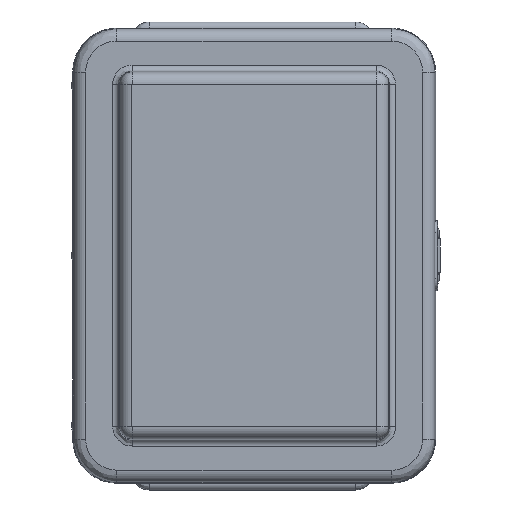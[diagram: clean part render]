
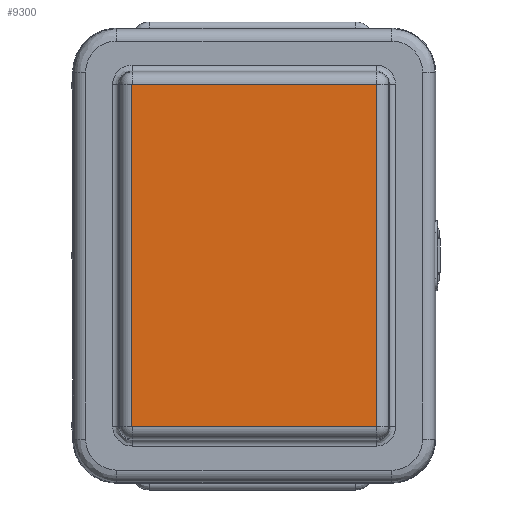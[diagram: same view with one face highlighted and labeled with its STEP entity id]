
A CAD part, top view. The second image highlights one B-rep face of the part: STEP entity #9300.
In plain terms, the highlighted planar face has unit normal (0, 0, 1).
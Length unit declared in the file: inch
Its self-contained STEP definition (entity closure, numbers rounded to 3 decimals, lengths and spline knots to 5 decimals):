
#169 = EDGE_LOOP ( 'NONE', ( #44527, #30123, #21060, #28176, #38842, #11621, #44895, #19426 ) ) ;
#282 = CARTESIAN_POINT ( 'NONE',  ( 2.54532, 3.5222, 1.71475 ) ) ;
#636 = EDGE_CURVE ( 'NONE', #32443, #26930, #35221, .T. ) ;
#1134 = EDGE_CURVE ( 'NONE', #13882, #35315, #25395, .T. ) ;
#1755 = CARTESIAN_POINT ( 'NONE',  ( -2.47771, 3.51907, 1.71475 ) ) ;
#2376 = CARTESIAN_POINT ( 'NONE',  ( -2.47559, 3.52177, 1.71475 ) ) ;
#2467 = CARTESIAN_POINT ( 'NONE',  ( 2.54965, -3.51787, 1.71475 ) ) ;
#2686 = CARTESIAN_POINT ( 'NONE',  ( 2.54532, -3.5222, 1.71475 ) ) ;
#2782 = CARTESIAN_POINT ( 'NONE',  ( 2.54651, -3.5222, 1.71475 ) ) ;
#3066 = CARTESIAN_POINT ( 'NONE',  ( -2.47771, -1.75893, 1.71475 ) ) ;
#3920 = B_SPLINE_CURVE_WITH_KNOTS ( 'NONE', 3,
 ( #29140, #18152, #28659, #21822, #43436, #282 ),
 .UNSPECIFIED., .F., .F.,
 ( 4, 2, 4 ),
 ( 0., 0.5, 1. ),
 .UNSPECIFIED. ) ;
#4230 = CARTESIAN_POINT ( 'NONE',  ( -2.47338, 3.5222, 1.71475 ) ) ;
#6516 = PLANE ( 'NONE',  #15113 ) ;
#7134 = CARTESIAN_POINT ( 'NONE',  ( 0.03597, 0., 1.71475 ) ) ;
#7426 = CARTESIAN_POINT ( 'NONE',  ( -2.4756, -3.52177, 1.71475 ) ) ;
#8627 = EDGE_CURVE ( 'NONE', #25218, #35315, #3920, .T. ) ;
#9300 = ADVANCED_FACE ( 'NONE', ( #38916 ), #6516, .T. ) ;
#9469 = CARTESIAN_POINT ( 'NONE',  ( -2.47771, 3.51787, 1.71475 ) ) ;
#10293 = DIRECTION ( 'NONE',  ( 0., 0., 1. ) ) ;
#10856 = EDGE_CURVE ( 'NONE', #25218, #26930, #29809, .T. ) ;
#11621 = ORIENTED_EDGE ( 'NONE', *, *, #1134, .F. ) ;
#12156 = B_SPLINE_CURVE_WITH_KNOTS ( 'NONE', 3,
 ( #38401, #42036, #2376, #45198, #1755, #9469 ),
 .UNSPECIFIED., .F., .F.,
 ( 4, 2, 4 ),
 ( 0., 0.5, 1. ),
 .UNSPECIFIED. ) ;
#12266 = VECTOR ( 'NONE', #45522, 39.37008 ) ;
#13025 = CARTESIAN_POINT ( 'NONE',  ( -2.47771, -3.51906, 1.71475 ) ) ;
#13882 = VERTEX_POINT ( 'NONE', #4230 ) ;
#14383 = CARTESIAN_POINT ( 'NONE',  ( -2.47458, -3.5222, 1.71475 ) ) ;
#14785 = EDGE_CURVE ( 'NONE', #32443, #45904, #16185, .T. ) ;
#15058 = VECTOR ( 'NONE', #39646, 39.37008 ) ;
#15113 = AXIS2_PLACEMENT_3D ( 'NONE', #7134, #10293, #21391 ) ;
#16185 = LINE ( 'NONE', #36325, #15058 ) ;
#16940 = CARTESIAN_POINT ( 'NONE',  ( -2.47771, -3.51787, 1.71475 ) ) ;
#17005 = CARTESIAN_POINT ( 'NONE',  ( 2.54965, 3.51787, 1.71475 ) ) ;
#17019 = CARTESIAN_POINT ( 'NONE',  ( 2.54965, -3.51907, 1.71475 ) ) ;
#17824 = CARTESIAN_POINT ( 'NONE',  ( 2.54532, 3.5222, 1.71475 ) ) ;
#17900 = B_SPLINE_CURVE_WITH_KNOTS ( 'NONE', 3,
 ( #38632, #13025, #43478, #7426, #14383, #32554 ),
 .UNSPECIFIED., .F., .F.,
 ( 4, 2, 4 ),
 ( 0., 0.5, 1. ),
 .UNSPECIFIED. ) ;
#18152 = CARTESIAN_POINT ( 'NONE',  ( 2.54965, 3.51906, 1.71475 ) ) ;
#19426 = ORIENTED_EDGE ( 'NONE', *, *, #21081, .F. ) ;
#21060 = ORIENTED_EDGE ( 'NONE', *, *, #636, .T. ) ;
#21081 = EDGE_CURVE ( 'NONE', #34395, #43918, #28596, .T. ) ;
#21391 = DIRECTION ( 'NONE',  ( 1., 0., 0. ) ) ;
#21822 = CARTESIAN_POINT ( 'NONE',  ( 2.54754, 3.52177, 1.71475 ) ) ;
#25218 = VERTEX_POINT ( 'NONE', #17005 ) ;
#25395 = LINE ( 'NONE', #45844, #12266 ) ;
#26930 = VERTEX_POINT ( 'NONE', #33187 ) ;
#28136 = CARTESIAN_POINT ( 'NONE',  ( 2.54753, -3.52177, 1.71475 ) ) ;
#28176 = ORIENTED_EDGE ( 'NONE', *, *, #10856, .F. ) ;
#28292 = CARTESIAN_POINT ( 'NONE',  ( 2.54532, -3.5222, 1.71475 ) ) ;
#28596 = LINE ( 'NONE', #3066, #30329 ) ;
#28659 = CARTESIAN_POINT ( 'NONE',  ( 2.54922, 3.52008, 1.71475 ) ) ;
#29140 = CARTESIAN_POINT ( 'NONE',  ( 2.54965, 3.51787, 1.71475 ) ) ;
#29809 = LINE ( 'NONE', #39052, #44565 ) ;
#30123 = ORIENTED_EDGE ( 'NONE', *, *, #14785, .F. ) ;
#30329 = VECTOR ( 'NONE', #43362, 39.37008 ) ;
#31781 = DIRECTION ( 'NONE',  ( 0., -1., 0. ) ) ;
#31844 = CARTESIAN_POINT ( 'NONE',  ( 2.54922, -3.52009, 1.71475 ) ) ;
#32443 = VERTEX_POINT ( 'NONE', #2686 ) ;
#32554 = CARTESIAN_POINT ( 'NONE',  ( -2.47338, -3.5222, 1.71475 ) ) ;
#32945 = CARTESIAN_POINT ( 'NONE',  ( -2.47771, 3.51787, 1.71475 ) ) ;
#33187 = CARTESIAN_POINT ( 'NONE',  ( 2.54965, -3.51787, 1.71475 ) ) ;
#33300 = EDGE_CURVE ( 'NONE', #34395, #45904, #17900, .T. ) ;
#34395 = VERTEX_POINT ( 'NONE', #16940 ) ;
#35221 = B_SPLINE_CURVE_WITH_KNOTS ( 'NONE', 3,
 ( #28292, #2782, #28136, #31844, #17019, #2467 ),
 .UNSPECIFIED., .F., .F.,
 ( 4, 2, 4 ),
 ( 0., 0.5, 1. ),
 .UNSPECIFIED. ) ;
#35315 = VERTEX_POINT ( 'NONE', #17824 ) ;
#36325 = CARTESIAN_POINT ( 'NONE',  ( 1.29065, -3.5222, 1.71475 ) ) ;
#38401 = CARTESIAN_POINT ( 'NONE',  ( -2.47338, 3.5222, 1.71475 ) ) ;
#38632 = CARTESIAN_POINT ( 'NONE',  ( -2.47771, -3.51787, 1.71475 ) ) ;
#38842 = ORIENTED_EDGE ( 'NONE', *, *, #8627, .T. ) ;
#38916 = FACE_OUTER_BOUND ( 'NONE', #169, .T. ) ;
#39052 = CARTESIAN_POINT ( 'NONE',  ( 2.54965, 1.75894, 1.71475 ) ) ;
#39646 = DIRECTION ( 'NONE',  ( -1., 0., 0. ) ) ;
#41288 = EDGE_CURVE ( 'NONE', #13882, #43918, #12156, .T. ) ;
#42036 = CARTESIAN_POINT ( 'NONE',  ( -2.47457, 3.5222, 1.71475 ) ) ;
#43362 = DIRECTION ( 'NONE',  ( 0., 1., 0. ) ) ;
#43436 = CARTESIAN_POINT ( 'NONE',  ( 2.54652, 3.5222, 1.71475 ) ) ;
#43478 = CARTESIAN_POINT ( 'NONE',  ( -2.47727, -3.52008, 1.71475 ) ) ;
#43918 = VERTEX_POINT ( 'NONE', #32945 ) ;
#44527 = ORIENTED_EDGE ( 'NONE', *, *, #33300, .T. ) ;
#44565 = VECTOR ( 'NONE', #31781, 39.37008 ) ;
#44895 = ORIENTED_EDGE ( 'NONE', *, *, #41288, .T. ) ;
#45198 = CARTESIAN_POINT ( 'NONE',  ( -2.47728, 3.52009, 1.71475 ) ) ;
#45522 = DIRECTION ( 'NONE',  ( 1., 0., 0. ) ) ;
#45628 = CARTESIAN_POINT ( 'NONE',  ( -2.47338, -3.5222, 1.71475 ) ) ;
#45844 = CARTESIAN_POINT ( 'NONE',  ( -1.2187, 3.5222, 1.71475 ) ) ;
#45904 = VERTEX_POINT ( 'NONE', #45628 ) ;
